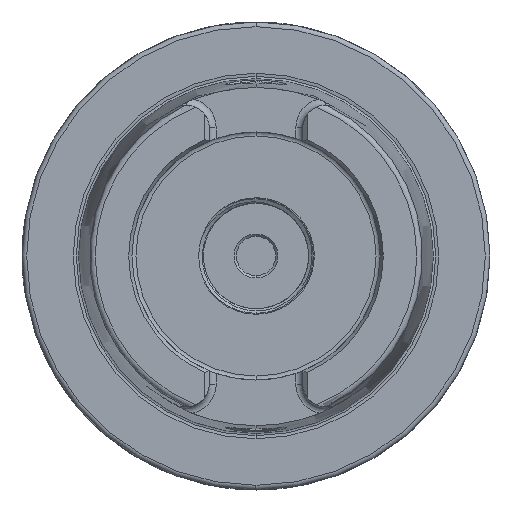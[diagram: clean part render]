
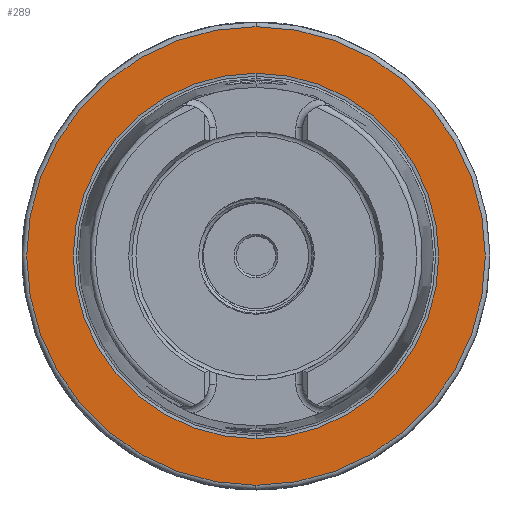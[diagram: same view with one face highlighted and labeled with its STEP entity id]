
A CAD part, left-side view. The second image highlights one B-rep face of the part: STEP entity #289.
In plain terms, the highlighted planar face has unit normal (-1, 0, 0).
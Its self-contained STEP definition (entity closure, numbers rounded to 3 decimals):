
#216 = CIRCLE ( 'NONE', #11776, 39.054 ) ;
#221 = CIRCLE ( 'NONE', #11782, 49. ) ;
#289 = ADVANCED_FACE ( 'NONE', ( #2490, #2497 ), #783, .T. ) ;
#483 = EDGE_CURVE ( 'NONE', #6725, #6724, #221, .T. ) ;
#493 = EDGE_CURVE ( 'NONE', #6731, #6730, #216, .T. ) ;
#780 = DIRECTION ( 'NONE',  ( 0., 0., 1. ) ) ;
#781 = DIRECTION ( 'NONE',  ( -1., 0., 0. ) ) ;
#782 = CARTESIAN_POINT ( 'NONE',  ( 0., 39.054, 0. ) ) ;
#783 = PLANE ( 'NONE',  #2489 ) ;
#1189 = ORIENTED_EDGE ( 'NONE', *, *, #483, .T. ) ;
#1190 = ORIENTED_EDGE ( 'NONE', *, *, #7814, .T. ) ;
#1191 = ORIENTED_EDGE ( 'NONE', *, *, #7825, .T. ) ;
#1192 = ORIENTED_EDGE ( 'NONE', *, *, #493, .T. ) ;
#2339 = CIRCLE ( 'NONE', #4808, 39.054 ) ;
#2343 = CIRCLE ( 'NONE', #4796, 49. ) ;
#2489 = AXIS2_PLACEMENT_3D ( 'NONE', #782, #781, #780 ) ;
#2490 = FACE_OUTER_BOUND ( 'NONE', #6539, .T. ) ;
#2497 = FACE_BOUND ( 'NONE', #6540, .T. ) ;
#3917 = CARTESIAN_POINT ( 'NONE',  ( 0., 0., 0. ) ) ;
#3918 = DIRECTION ( 'NONE',  ( 1., 0., 0. ) ) ;
#3919 = DIRECTION ( 'NONE',  ( 0., 0., -1. ) ) ;
#4796 = AXIS2_PLACEMENT_3D ( 'NONE', #4944, #4951, #4952 ) ;
#4808 = AXIS2_PLACEMENT_3D ( 'NONE', #3917, #3918, #3919 ) ;
#4944 = CARTESIAN_POINT ( 'NONE',  ( 0., 0., 0. ) ) ;
#4951 = DIRECTION ( 'NONE',  ( -1., 0., 0. ) ) ;
#4952 = DIRECTION ( 'NONE',  ( 0., 0., 1. ) ) ;
#6539 = EDGE_LOOP ( 'NONE', ( #1189, #1190 ) ) ;
#6540 = EDGE_LOOP ( 'NONE', ( #1192, #1191 ) ) ;
#6724 = VERTEX_POINT ( 'NONE', #7304 ) ;
#6725 = VERTEX_POINT ( 'NONE', #7305 ) ;
#6730 = VERTEX_POINT ( 'NONE', #7310 ) ;
#6731 = VERTEX_POINT ( 'NONE', #7311 ) ;
#7304 = CARTESIAN_POINT ( 'NONE',  ( 0., 0., -49. ) ) ;
#7305 = CARTESIAN_POINT ( 'NONE',  ( 0., 0., 49. ) ) ;
#7310 = CARTESIAN_POINT ( 'NONE',  ( 0., 0., -39.054 ) ) ;
#7311 = CARTESIAN_POINT ( 'NONE',  ( 0., 0., 39.054 ) ) ;
#7814 = EDGE_CURVE ( 'NONE', #6724, #6725, #2343, .T. ) ;
#7825 = EDGE_CURVE ( 'NONE', #6730, #6731, #2339, .T. ) ;
#11776 = AXIS2_PLACEMENT_3D ( 'NONE', #12713, #12714, #12715 ) ;
#11782 = AXIS2_PLACEMENT_3D ( 'NONE', #13247, #13248, #13249 ) ;
#12713 = CARTESIAN_POINT ( 'NONE',  ( 0., 0., 0. ) ) ;
#12714 = DIRECTION ( 'NONE',  ( 1., 0., 0. ) ) ;
#12715 = DIRECTION ( 'NONE',  ( 0., 0., -1. ) ) ;
#13247 = CARTESIAN_POINT ( 'NONE',  ( 0., 0., 0. ) ) ;
#13248 = DIRECTION ( 'NONE',  ( -1., 0., 0. ) ) ;
#13249 = DIRECTION ( 'NONE',  ( 0., 0., 1. ) ) ;
